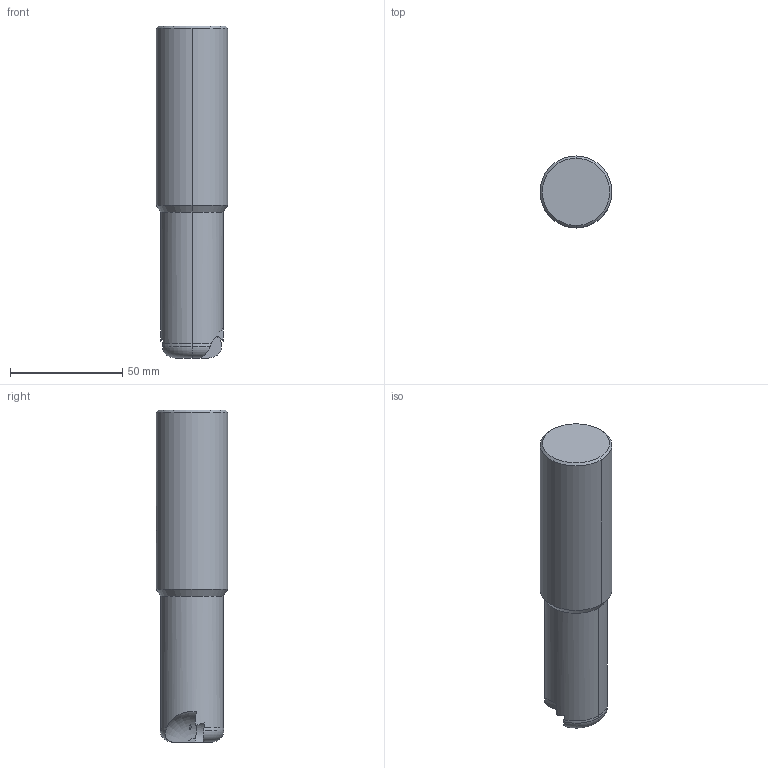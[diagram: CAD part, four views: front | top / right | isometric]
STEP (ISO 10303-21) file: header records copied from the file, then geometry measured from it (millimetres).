
FILE_DESCRIPTION(('no description'),'unknown implementation level');
FILE_NAME('soliddHsm3ID7_Z2MnvlNOsIz2_FFg_I_1.STP',' ',('CIM GmbH Aachen'),('CADClick - KiM GmbH - www.kimweb.de'),'unknown preprocess','ACIS','unknown authorization');
FILE_SCHEMA(('automotive_design'));
Length unit declared in the file: millimetre
Products named in the file (1): 1
Bounding box: 32 x 32 x 148.1 mm (x, y, z)
Volume: 103433.7 mm3; surface area: 15509.1 mm2
Topology: 1 solids, 1 shells, 49 faces, 125 edges, 80 vertices
Faces by surface type: cylinder 20, plane 15, torus 10, cone 4
Entity records: 3747 total; most frequent: CARTESIAN_POINT 1126, STYLED_ITEM 255, PRESENTATION_STYLE_ASSIGNMENT 255, COLOUR_RGB 255, DIRECTION 251, ORIENTED_EDGE 250, EDGE_CURVE 125, CURVE_STYLE 125
